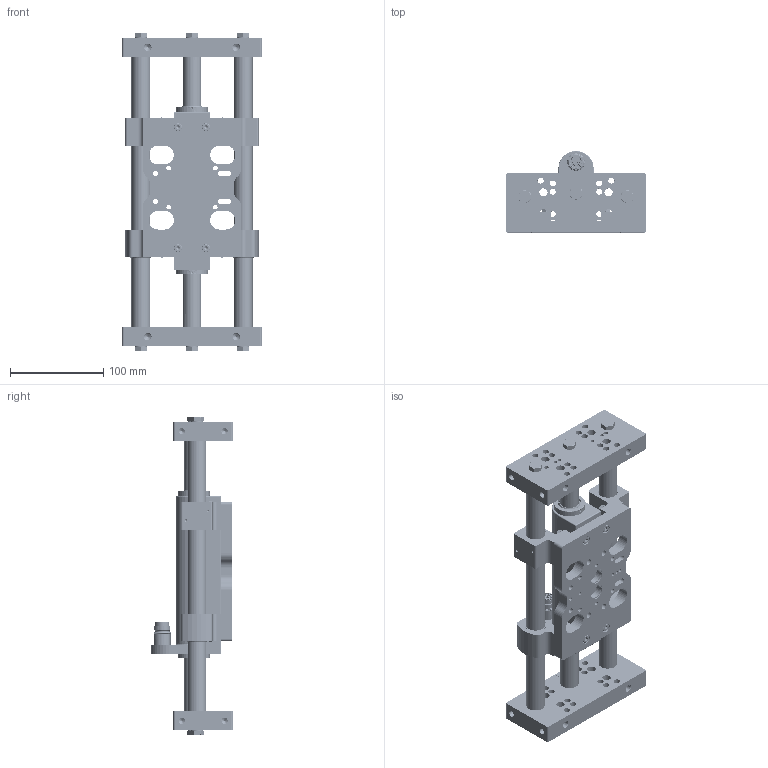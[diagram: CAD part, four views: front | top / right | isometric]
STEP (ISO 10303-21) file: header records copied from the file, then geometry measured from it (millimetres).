
FILE_DESCRIPTION (( 'STEP AP214' ), '1' );
FILE_NAME ('0186-2180_240408_SM02-37-342_110_1CS37Sx120F-HP-BE01-R.STEP', '2024-04-08T08:48:44', ( '' ), ( '' ), 'SwSTEP 2.0', 'SolidWorks 2023', '' );
FILE_SCHEMA (( 'AUTOMOTIVE_DESIGN' ));
Length unit declared in the file: millimetre
Products named in the file (22): 0150-4579_SL01-20x303-M8-SSC_SL01-20x303-M8-SSC; 0180-2051_PAW01-20-BL-Lf; 0180-2064_SM02k-37S-LT-LSK-20; 0186-2180_240408_SM02-37-342_110_1CS37Sx120F-HP-BE01-R; 0186-1068_PS01-37Sx120F-HP-B03-SSCP-R; 0186-2178_SM02-37-342; 0160-0793_Kugelscheibe_M8 x17x 8.4_INOX; 0180-1791_SM01k-37S-LT-L-20; 0230-0616_6kt.-schr._M5x16_INOX; 0180-2025_SM02k-37x120-GP1; 0180-2026_SM02k-37-EP; 0180-1355_PB01-37Sh-SSC_PB01h-37Sh_SSC-40; 0230-0241_6kt.-schr._M8x30_INOX; 0180-1977_GL-A-2023-30; PS01h-37Sx120F-HP-SSC-R_B03; 0230-0782_Zyl.-Schr._i-6kt_M5x12__INOX.SLDRPT; 0230-0242_6kt.-schr._M8x20_INOX; 0180-2345_SM02k-37S-LT-RSK-20; 0186-1477_PL01-20x310!260-HP-SF_PL01-20x310!260-HP-SF; 0186-1587_CS37Sx120F-HP-BE01-R; 0180-1792_SM01k-37S-LT-R-20; 0180-1356_PB01-37Sv-SSC_PB01-37Sv_SSC-40
Assembly tree (45 placements, depth 4):
  0186-2180_240408_SM02-37-342_110_1CS37Sx120F-HP-BE01-R
    0186-2178_SM02-37-342
      0180-2026_SM02k-37-EP  x2
      0186-1477_PL01-20x310!260-HP-SF_PL01-20x310!260-HP-SF
      0150-4579_SL01-20x303-M8-SSC_SL01-20x303-M8-SSC  x2
      0230-0241_6kt.-schr._M8x30_INOX  x4
      0230-0242_6kt.-schr._M8x20_INOX  x2
      0160-0793_Kugelscheibe_M8 x17x 8.4_INOX  x5
    0186-1587_CS37Sx120F-HP-BE01-R
      0186-1068_PS01-37Sx120F-HP-B03-SSCP-R
        PS01h-37Sx120F-HP-SSC-R_B03
        0180-2051_PAW01-20-BL-Lf  x2
        0180-1355_PB01-37Sh-SSC_PB01h-37Sh_SSC-40
        0180-1356_PB01-37Sv-SSC_PB01-37Sv_SSC-40
      0230-0782_Zyl.-Schr._i-6kt_M5x12__INOX.SLDRPT  x4
      0180-2025_SM02k-37x120-GP1
      0180-2345_SM02k-37S-LT-RSK-20
      0180-1792_SM01k-37S-LT-R-20
      0180-1791_SM01k-37S-LT-L-20
      0180-2064_SM02k-37S-LT-LSK-20
      0230-0616_6kt.-schr._M5x16_INOX  x8
      0180-1977_GL-A-2023-30  x4
Bounding box: 150 x 88 x 341.64 mm (x, y, z)
Volume: 1134933.8 mm3; surface area: 323944.5 mm2
Topology: 43 solids, 43 shells, 2149 faces, 4554 edges, 2583 vertices
Faces by surface type: cone 869, cylinder 688, plane 541, torus 37, bspline 12, sphere 2
Full cylindrical faces by diameter (mm): 1.15 x5, 1.2 x3, 2.1 x5, 2.5 x4, 3 x3, 3.2 x3, 4 x17, 4.2 x16, 5 x224, 5.3 x8, 5.5 x6, 6.8 x46, 8 x136, 8.4 x11, 8.5 x4, 9 x8, 10 x4, 13 x6, 13.8 x1, 14.05 x1, 14.2 x1, 15.5 x2, 15.54 x1, 15.7 x1, 16.2 x2, 17 x6, 18 x5, 20 x7, 20.1 x4, 20.4 x2
Entity records: 26720 total; most frequent: CARTESIAN_POINT 4710, DIRECTION 4162, ORIENTED_EDGE 2938, AXIS2_PLACEMENT_3D 1821, EDGE_LOOP 1589, EDGE_CURVE 1469, FACE_OUTER_BOUND 1173, VERTEX_POINT 1146
